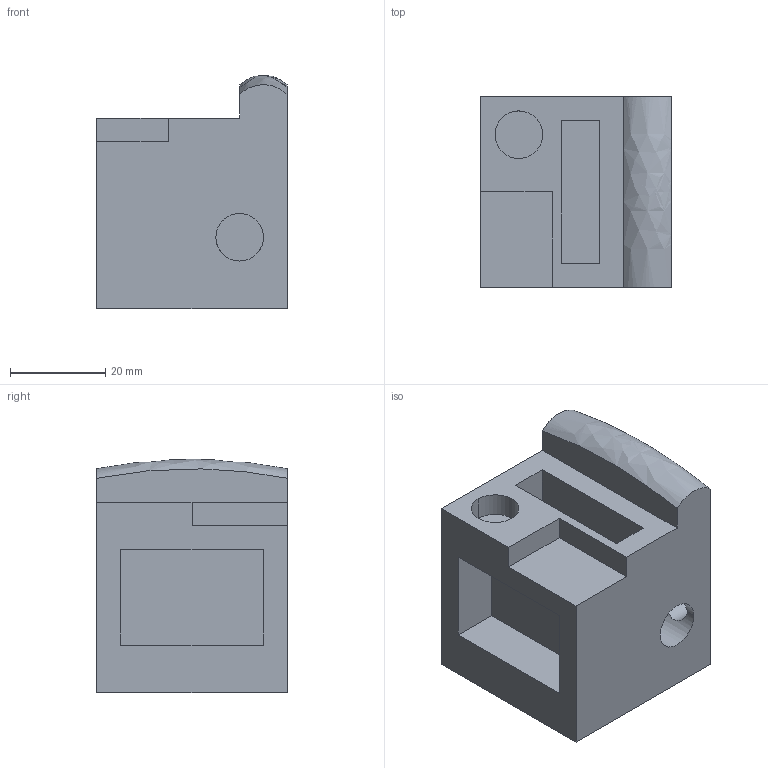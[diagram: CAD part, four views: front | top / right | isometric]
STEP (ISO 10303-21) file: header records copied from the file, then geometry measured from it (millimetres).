
FILE_DESCRIPTION((''),'2;1');
FILE_NAME('VORFUHRUNG','2022-01-09T17:48:58',('win'),(''),'CREO PARAMETRIC BY PTC INC, 2018050','CREO PARAMETRIC BY PTC INC, 2018050','');
FILE_SCHEMA(('CONFIG_CONTROL_DESIGN'));
Length unit declared in the file: millimetre
Products named in the file (1): VORFUHRUNG
Bounding box: 40 x 40 x 48.98 mm (x, y, z)
Volume: 55710.1 mm3; surface area: 13100.5 mm2
Topology: 1 solids, 2 shells, 33 faces, 81 edges, 54 vertices
Faces by surface type: plane 23, cylinder 8, bspline 2
Entity records: 1165 total; most frequent: CARTESIAN_POINT 351, ORIENTED_EDGE 158, DIRECTION 145, EDGE_CURVE 81, VECTOR 57, LINE 57, VERTEX_POINT 54, AXIS2_PLACEMENT_3D 44
